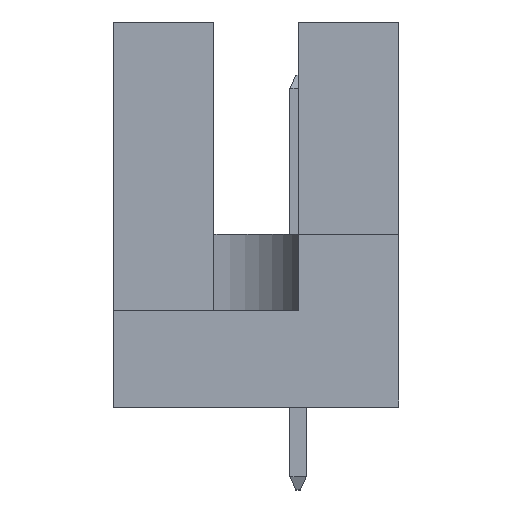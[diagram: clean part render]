
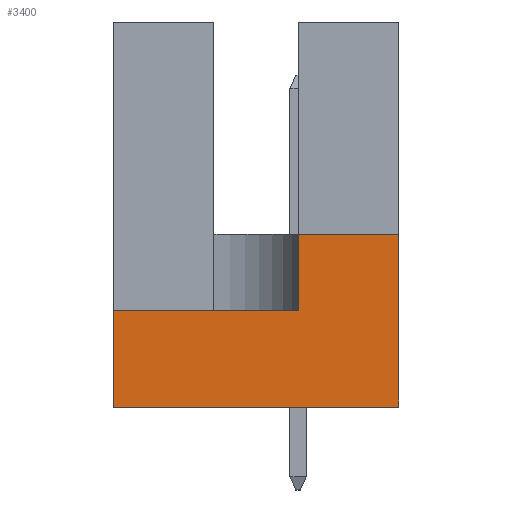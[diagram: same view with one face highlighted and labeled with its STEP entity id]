
A CAD part, left-side view. The second image highlights one B-rep face of the part: STEP entity #3400.
In plain terms, the highlighted planar face has unit normal (-1, 0, 0).
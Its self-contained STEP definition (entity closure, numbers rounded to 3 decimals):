
#30 = ORIENTED_EDGE ( 'NONE', *, *, #3963, .F. ) ;
#83 = ORIENTED_EDGE ( 'NONE', *, *, #6880, .F. ) ;
#90 = DIRECTION ( 'NONE',  ( 1., 0., 0. ) ) ;
#331 = LINE ( 'NONE', #4610, #4177 ) ;
#412 = CARTESIAN_POINT ( 'NONE',  ( -27.5, 4.3, 2.9 ) ) ;
#582 = CARTESIAN_POINT ( 'NONE',  ( -27.5, -4.3, 11.6 ) ) ;
#661 = VECTOR ( 'NONE', #5637, 1000. ) ;
#696 = ORIENTED_EDGE ( 'NONE', *, *, #4065, .T. ) ;
#1069 = VECTOR ( 'NONE', #2199, 1000. ) ;
#1100 = LINE ( 'NONE', #6441, #661 ) ;
#1450 = DIRECTION ( 'NONE',  ( 0., 1., 0. ) ) ;
#1843 = VERTEX_POINT ( 'NONE', #5073 ) ;
#1977 = EDGE_CURVE ( 'NONE', #5942, #2780, #331, .T. ) ;
#2192 = CARTESIAN_POINT ( 'NONE',  ( -27.5, -1.27, 2.9 ) ) ;
#2199 = DIRECTION ( 'NONE',  ( 0., 0., -1. ) ) ;
#2411 = LINE ( 'NONE', #4687, #3562 ) ;
#2423 = ORIENTED_EDGE ( 'NONE', *, *, #3818, .T. ) ;
#2728 = ORIENTED_EDGE ( 'NONE', *, *, #3297, .T. ) ;
#2780 = VERTEX_POINT ( 'NONE', #412 ) ;
#2814 = ORIENTED_EDGE ( 'NONE', *, *, #1977, .T. ) ;
#2875 = VERTEX_POINT ( 'NONE', #3666 ) ;
#2894 = DIRECTION ( 'NONE',  ( 0., 0., -1. ) ) ;
#3217 = DIRECTION ( 'NONE',  ( 0., 0., -1. ) ) ;
#3232 = VECTOR ( 'NONE', #4755, 1000. ) ;
#3297 = EDGE_CURVE ( 'NONE', #2780, #2875, #5958, .T. ) ;
#3400 = ADVANCED_FACE ( 'NONE', ( #3727 ), #4292, .F. ) ;
#3562 = VECTOR ( 'NONE', #6841, 1000. ) ;
#3666 = CARTESIAN_POINT ( 'NONE',  ( -27.5, 4.3, 0. ) ) ;
#3727 = FACE_OUTER_BOUND ( 'NONE', #4128, .T. ) ;
#3730 = LINE ( 'NONE', #5819, #3232 ) ;
#3771 = LINE ( 'NONE', #582, #5771 ) ;
#3818 = EDGE_CURVE ( 'NONE', #3955, #5942, #1100, .T. ) ;
#3955 = VERTEX_POINT ( 'NONE', #4546 ) ;
#3963 = EDGE_CURVE ( 'NONE', #3955, #1843, #2411, .T. ) ;
#4065 = EDGE_CURVE ( 'NONE', #2875, #4373, #3730, .T. ) ;
#4128 = EDGE_LOOP ( 'NONE', ( #30, #2423, #2814, #2728, #696, #83 ) ) ;
#4177 = VECTOR ( 'NONE', #1450, 1000. ) ;
#4292 = PLANE ( 'NONE',  #4356 ) ;
#4356 = AXIS2_PLACEMENT_3D ( 'NONE', #6557, #90, #2894 ) ;
#4373 = VERTEX_POINT ( 'NONE', #5179 ) ;
#4546 = CARTESIAN_POINT ( 'NONE',  ( -27.5, -1.27, 5.2 ) ) ;
#4610 = CARTESIAN_POINT ( 'NONE',  ( -27.5, 4.3, 2.9 ) ) ;
#4687 = CARTESIAN_POINT ( 'NONE',  ( -27.5, 4.3, 5.2 ) ) ;
#4755 = DIRECTION ( 'NONE',  ( 0., -1., 0. ) ) ;
#5073 = CARTESIAN_POINT ( 'NONE',  ( -27.5, -4.3, 5.2 ) ) ;
#5179 = CARTESIAN_POINT ( 'NONE',  ( -27.5, -4.3, 0. ) ) ;
#5637 = DIRECTION ( 'NONE',  ( 0., 0., -1. ) ) ;
#5771 = VECTOR ( 'NONE', #3217, 1000. ) ;
#5817 = CARTESIAN_POINT ( 'NONE',  ( -27.5, 4.3, 11.6 ) ) ;
#5819 = CARTESIAN_POINT ( 'NONE',  ( -27.5, 4.3, 0. ) ) ;
#5942 = VERTEX_POINT ( 'NONE', #2192 ) ;
#5958 = LINE ( 'NONE', #5817, #1069 ) ;
#6441 = CARTESIAN_POINT ( 'NONE',  ( -27.5, -1.27, 19.22 ) ) ;
#6557 = CARTESIAN_POINT ( 'NONE',  ( -27.5, 4.3, 11.6 ) ) ;
#6841 = DIRECTION ( 'NONE',  ( 0., -1., 0. ) ) ;
#6880 = EDGE_CURVE ( 'NONE', #1843, #4373, #3771, .T. ) ;
